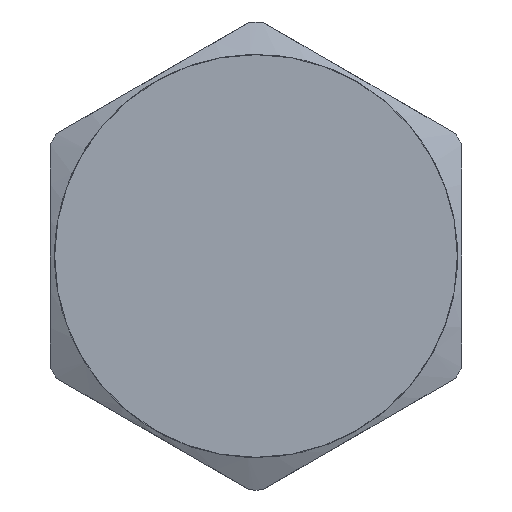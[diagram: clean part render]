
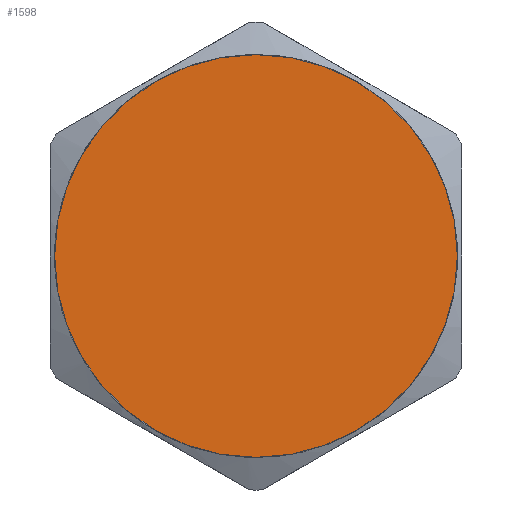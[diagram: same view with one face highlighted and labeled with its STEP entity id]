
A CAD part, left-side view. The second image highlights one B-rep face of the part: STEP entity #1598.
In plain terms, the highlighted planar face has unit normal (-1, 0, 0).
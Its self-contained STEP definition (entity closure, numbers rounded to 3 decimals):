
#191=PLANE('',#1812);
#466=FACE_OUTER_BOUND('',#578,.T.);
#578=EDGE_LOOP('',(#1040));
#1040=ORIENTED_EDGE('',*,*,#1277,.F.);
#1277=EDGE_CURVE('',#1434,#1434,#1506,.T.);
#1434=VERTEX_POINT('',#5821);
#1506=CIRCLE('',#1813,17.08);
#1598=ADVANCED_FACE('',(#466),#191,.T.);
#1812=AXIS2_PLACEMENT_3D('',#5820,#2182,#2183);
#1813=AXIS2_PLACEMENT_3D('',#5822,#2184,#2185);
#2182=DIRECTION('center_axis',(-1.,0.,0.));
#2183=DIRECTION('ref_axis',(0.,0.,1.));
#2184=DIRECTION('center_axis',(1.,0.,0.));
#2185=DIRECTION('ref_axis',(0.,0.,-1.));
#5820=CARTESIAN_POINT('Origin',(-32.,17.08,0.));
#5821=CARTESIAN_POINT('',(-32.,17.08,0.));
#5822=CARTESIAN_POINT('Origin',(-32.,0.,0.));
